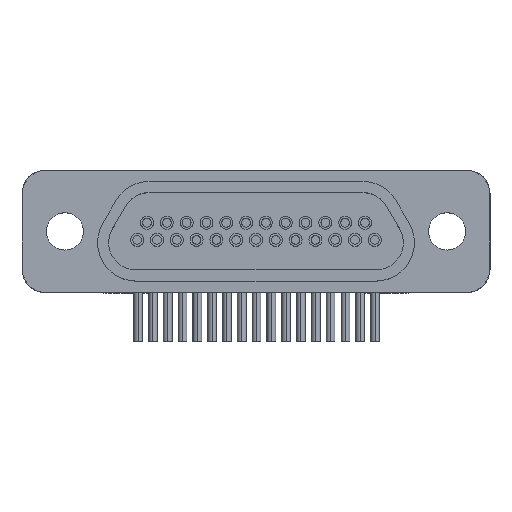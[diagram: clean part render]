
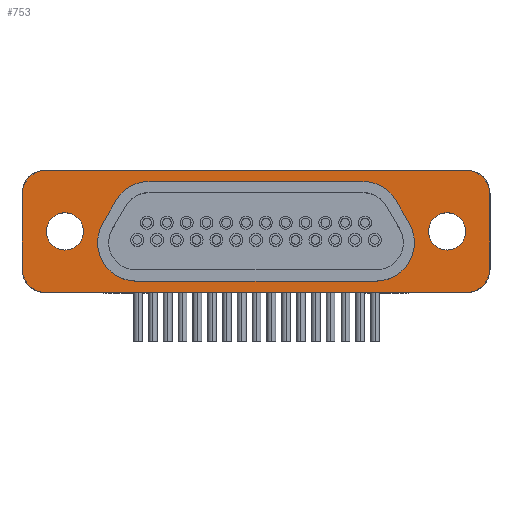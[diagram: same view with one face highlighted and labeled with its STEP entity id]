
A CAD part, top view. The second image highlights one B-rep face of the part: STEP entity #753.
In plain terms, the highlighted planar face has unit normal (0, 0, 1).
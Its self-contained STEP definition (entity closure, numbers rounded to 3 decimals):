
#753=ADVANCED_FACE('NONE',(#1954,#1955,#1956,#1957),#1958,.T.);
#1954=FACE_OUTER_BOUND('',#3684,.T.);
#1955=FACE_BOUND('',#3685,.T.);
#1956=FACE_BOUND('',#3686,.T.);
#1957=FACE_BOUND('',#3687,.T.);
#1958=PLANE('',#3688);
#3684=EDGE_LOOP('',(#12380,#12381,#12382,#12383,#12384,#12385,#12386,#12387));
#3685=EDGE_LOOP('',(#12388,#12389));
#3686=EDGE_LOOP('',(#12390,#12391));
#3687=EDGE_LOOP('',(#12392,#12393,#12394,#12395,#12396,#12397,#12398,#12399,#12400,#12401));
#3688=AXIS2_PLACEMENT_3D('',#12402,#12403,#12404);
#12380=ORIENTED_EDGE('',*,*,#16506,.T.);
#12381=ORIENTED_EDGE('',*,*,#16535,.T.);
#12382=ORIENTED_EDGE('',*,*,#16531,.T.);
#12383=ORIENTED_EDGE('',*,*,#16527,.T.);
#12384=ORIENTED_EDGE('',*,*,#16523,.T.);
#12385=ORIENTED_EDGE('',*,*,#16519,.T.);
#12386=ORIENTED_EDGE('',*,*,#16515,.T.);
#12387=ORIENTED_EDGE('',*,*,#16511,.T.);
#12388=ORIENTED_EDGE('',*,*,#16538,.F.);
#12389=ORIENTED_EDGE('',*,*,#16326,.F.);
#12390=ORIENTED_EDGE('',*,*,#16539,.F.);
#12391=ORIENTED_EDGE('',*,*,#16331,.F.);
#12392=ORIENTED_EDGE('',*,*,#16336,.T.);
#12393=ORIENTED_EDGE('',*,*,#16540,.T.);
#12394=ORIENTED_EDGE('',*,*,#16541,.T.);
#12395=ORIENTED_EDGE('',*,*,#16542,.T.);
#12396=ORIENTED_EDGE('',*,*,#16543,.T.);
#12397=ORIENTED_EDGE('',*,*,#16544,.T.);
#12398=ORIENTED_EDGE('',*,*,#16545,.T.);
#12399=ORIENTED_EDGE('',*,*,#15936,.T.);
#12400=ORIENTED_EDGE('',*,*,#16546,.T.);
#12401=ORIENTED_EDGE('',*,*,#16547,.T.);
#12402=CARTESIAN_POINT('',(-13.435,2.365,0.0));
#12403=DIRECTION('',(0.0,0.0,1.0));
#12404=DIRECTION('',(1.0,-0.0,0.0));
#15936=EDGE_CURVE('NONE',#17771,#17768,#17772,.T.);
#16326=EDGE_CURVE('NONE',#18471,#18473,#18474,.T.);
#16331=EDGE_CURVE('NONE',#18480,#18482,#18483,.T.);
#16336=EDGE_CURVE('NONE',#18491,#18489,#18492,.T.);
#16506=EDGE_CURVE('NONE',#18825,#18826,#18827,.T.);
#16511=EDGE_CURVE('NONE',#18834,#18825,#18835,.T.);
#16515=EDGE_CURVE('NONE',#18840,#18834,#18841,.T.);
#16519=EDGE_CURVE('NONE',#18846,#18840,#18847,.T.);
#16523=EDGE_CURVE('NONE',#18852,#18846,#18853,.T.);
#16527=EDGE_CURVE('NONE',#18858,#18852,#18859,.T.);
#16531=EDGE_CURVE('NONE',#18864,#18858,#18865,.T.);
#16535=EDGE_CURVE('NONE',#18826,#18864,#18870,.T.);
#16538=EDGE_CURVE('NONE',#18473,#18471,#18873,.T.);
#16539=EDGE_CURVE('NONE',#18482,#18480,#18874,.T.);
#16540=EDGE_CURVE('NONE',#18489,#18875,#18876,.T.);
#16541=EDGE_CURVE('NONE',#18875,#18877,#18878,.T.);
#16542=EDGE_CURVE('NONE',#18877,#18879,#18880,.T.);
#16543=EDGE_CURVE('NONE',#18879,#18881,#18882,.T.);
#16544=EDGE_CURVE('NONE',#18881,#18883,#18884,.T.);
#16545=EDGE_CURVE('NONE',#18883,#17771,#18885,.T.);
#16546=EDGE_CURVE('NONE',#17768,#18886,#18887,.T.);
#16547=EDGE_CURVE('NONE',#18886,#18491,#18888,.T.);
#17768=VERTEX_POINT('',#20492);
#17771=VERTEX_POINT('NONE',#20496);
#17772=CIRCLE('',#20497,2.46);
#18471=VERTEX_POINT('NONE',#21369);
#18473=VERTEX_POINT('NONE',#21372);
#18474=CIRCLE('',#21373,1.195);
#18480=VERTEX_POINT('NONE',#21380);
#18482=VERTEX_POINT('NONE',#21383);
#18483=CIRCLE('',#21384,1.195);
#18489=VERTEX_POINT('NONE',#21391);
#18491=VERTEX_POINT('NONE',#21394);
#18492=CIRCLE('',#21395,2.46);
#18825=VERTEX_POINT('NONE',#22887);
#18826=VERTEX_POINT('NONE',#22888);
#18827=CIRCLE('',#22889,1.57);
#18834=VERTEX_POINT('NONE',#22898);
#18835=LINE('',#22899,#22900);
#18840=VERTEX_POINT('NONE',#22907);
#18841=CIRCLE('',#22908,1.57);
#18846=VERTEX_POINT('NONE',#22914);
#18847=LINE('',#22915,#22916);
#18852=VERTEX_POINT('NONE',#22923);
#18853=CIRCLE('',#22924,1.57);
#18858=VERTEX_POINT('NONE',#22930);
#18859=LINE('',#22931,#22932);
#18864=VERTEX_POINT('NONE',#22939);
#18865=CIRCLE('',#22940,1.57);
#18870=LINE('',#22946,#22947);
#18873=CIRCLE('',#22951,1.195);
#18874=CIRCLE('',#22952,1.195);
#18875=VERTEX_POINT('NONE',#22953);
#18876=CIRCLE('',#22954,2.46);
#18877=VERTEX_POINT('NONE',#22955);
#18878=LINE('',#22956,#22957);
#18879=VERTEX_POINT('NONE',#22958);
#18880=CIRCLE('',#22959,2.46);
#18881=VERTEX_POINT('NONE',#22960);
#18882=LINE('',#22961,#22962);
#18883=VERTEX_POINT('NONE',#22963);
#18884=CIRCLE('',#22964,2.46);
#18885=LINE('',#22965,#22966);
#18886=VERTEX_POINT('NONE',#22967);
#18887=CIRCLE('',#22968,2.46);
#18888=LINE('',#22969,#22970);
#20492=CARTESIAN_POINT('',(10.16,-0.73,0.0));
#20496=CARTESIAN_POINT('',(9.83,0.5,0.0));
#20497=AXIS2_PLACEMENT_3D('',#27023,#27024,#27025);
#21369=CARTESIAN_POINT('',(11.06,0.,0.0));
#21372=CARTESIAN_POINT('',(13.45,0.0,0.0));
#21373=AXIS2_PLACEMENT_3D('',#27646,#27647,#27648);
#21380=CARTESIAN_POINT('',(-13.45,0.,0.0));
#21383=CARTESIAN_POINT('',(-11.06,0.0,0.0));
#21384=AXIS2_PLACEMENT_3D('',#27654,#27655,#27656);
#21391=CARTESIAN_POINT('',(-10.16,-0.73,0.0));
#21394=CARTESIAN_POINT('',(-7.7,-3.19,0.0));
#21395=AXIS2_PLACEMENT_3D('',#27662,#27663,#27664);
#22887=CARTESIAN_POINT('',(-13.435,3.935,0.0));
#22888=CARTESIAN_POINT('',(-15.005,2.365,0.0));
#22889=AXIS2_PLACEMENT_3D('',#27782,#27783,#27784);
#22898=CARTESIAN_POINT('',(13.435,3.935,0.0));
#22899=CARTESIAN_POINT('',(-13.435,3.935,0.0));
#22900=VECTOR('',#27790,1000.0);
#22907=CARTESIAN_POINT('',(15.005,2.365,0.0));
#22908=AXIS2_PLACEMENT_3D('',#27793,#27794,#27795);
#22914=CARTESIAN_POINT('',(15.005,-2.365,0.0));
#22915=CARTESIAN_POINT('',(15.005,2.365,0.0));
#22916=VECTOR('',#27800,1000.0);
#22923=CARTESIAN_POINT('',(13.435,-3.935,0.0));
#22924=AXIS2_PLACEMENT_3D('',#27803,#27804,#27805);
#22930=CARTESIAN_POINT('',(-13.435,-3.935,0.0));
#22931=CARTESIAN_POINT('',(-13.435,-3.935,0.0));
#22932=VECTOR('',#27810,1000.0);
#22939=CARTESIAN_POINT('',(-15.005,-2.365,0.0));
#22940=AXIS2_PLACEMENT_3D('',#27813,#27814,#27815);
#22946=CARTESIAN_POINT('',(-15.005,2.365,0.0));
#22947=VECTOR('',#27820,1000.0);
#22951=AXIS2_PLACEMENT_3D('',#27822,#27823,#27824);
#22952=AXIS2_PLACEMENT_3D('',#27825,#27826,#27827);
#22953=CARTESIAN_POINT('',(-9.83,0.5,0.0));
#22954=AXIS2_PLACEMENT_3D('',#27828,#27829,#27830);
#22955=CARTESIAN_POINT('',(-8.987,1.96,0.0));
#22956=CARTESIAN_POINT('',(-9.83,0.5,0.0));
#22957=VECTOR('',#27831,1000.0);
#22958=CARTESIAN_POINT('',(-6.857,3.19,0.0));
#22959=AXIS2_PLACEMENT_3D('',#27832,#27833,#27834);
#22960=CARTESIAN_POINT('',(6.857,3.19,0.0));
#22961=CARTESIAN_POINT('',(-6.857,3.19,0.0));
#22962=VECTOR('',#27835,1000.0);
#22963=CARTESIAN_POINT('',(8.987,1.96,0.0));
#22964=AXIS2_PLACEMENT_3D('',#27836,#27837,#27838);
#22965=CARTESIAN_POINT('',(9.83,0.5,0.0));
#22966=VECTOR('',#27839,1000.0);
#22967=CARTESIAN_POINT('',(7.7,-3.19,0.0));
#22968=AXIS2_PLACEMENT_3D('',#27840,#27841,#27842);
#22969=CARTESIAN_POINT('',(-7.7,-3.19,0.0));
#22970=VECTOR('',#27843,1000.0);
#27023=CARTESIAN_POINT('',(7.7,-0.73,-0.0));
#27024=DIRECTION('',(0.0,0.0,-1.0));
#27025=DIRECTION('',(-1.0,0.0,0.0));
#27646=CARTESIAN_POINT('',(12.255,0.0,0.0));
#27647=DIRECTION('',(0.0,0.0,1.0));
#27648=DIRECTION('',(-1.0,0.0,0.0));
#27654=CARTESIAN_POINT('',(-12.255,0.0,0.0));
#27655=DIRECTION('',(0.0,0.0,1.0));
#27656=DIRECTION('',(1.0,0.0,0.0));
#27662=CARTESIAN_POINT('',(-7.7,-0.73,0.0));
#27663=DIRECTION('',(0.0,0.0,-1.0));
#27664=DIRECTION('',(-1.0,0.0,0.0));
#27782=CARTESIAN_POINT('',(-13.435,2.365,0.0));
#27783=DIRECTION('',(0.0,0.0,1.0));
#27784=DIRECTION('',(1.0,0.0,0.0));
#27790=DIRECTION('',(-1.0,0.,-0.0));
#27793=CARTESIAN_POINT('',(13.435,2.365,0.0));
#27794=DIRECTION('',(0.0,0.0,1.0));
#27795=DIRECTION('',(1.0,0.0,0.0));
#27800=DIRECTION('',(-0.0,1.0,-0.0));
#27803=CARTESIAN_POINT('',(13.435,-2.365,0.0));
#27804=DIRECTION('',(0.0,0.0,1.0));
#27805=DIRECTION('',(1.0,0.0,0.0));
#27810=DIRECTION('',(1.0,0.,0.0));
#27813=CARTESIAN_POINT('',(-13.435,-2.365,0.0));
#27814=DIRECTION('',(0.0,0.0,1.0));
#27815=DIRECTION('',(1.0,0.0,0.0));
#27820=DIRECTION('',(0.0,-1.0,0.0));
#27822=CARTESIAN_POINT('',(12.255,0.0,0.0));
#27823=DIRECTION('',(0.0,0.0,1.0));
#27824=DIRECTION('',(-1.0,0.0,0.0));
#27825=CARTESIAN_POINT('',(-12.255,0.0,0.0));
#27826=DIRECTION('',(0.0,0.0,1.0));
#27827=DIRECTION('',(1.0,0.0,0.0));
#27828=CARTESIAN_POINT('',(-7.7,-0.73,0.0));
#27829=DIRECTION('',(0.0,0.0,-1.0));
#27830=DIRECTION('',(-1.0,0.0,0.0));
#27831=DIRECTION('',(0.5,0.866,0.0));
#27832=CARTESIAN_POINT('',(-6.857,0.73,0.0));
#27833=DIRECTION('',(0.0,0.0,-1.0));
#27834=DIRECTION('',(1.0,0.0,0.0));
#27835=DIRECTION('',(1.0,0.,0.0));
#27836=CARTESIAN_POINT('',(6.857,0.73,0.0));
#27837=DIRECTION('',(0.0,0.0,-1.0));
#27838=DIRECTION('',(-1.0,0.0,0.0));
#27839=DIRECTION('',(0.5,-0.866,-0.0));
#27840=CARTESIAN_POINT('',(7.7,-0.73,-0.0));
#27841=DIRECTION('',(0.0,0.0,-1.0));
#27842=DIRECTION('',(-1.0,0.0,0.0));
#27843=DIRECTION('',(-1.0,0.,0.0));
